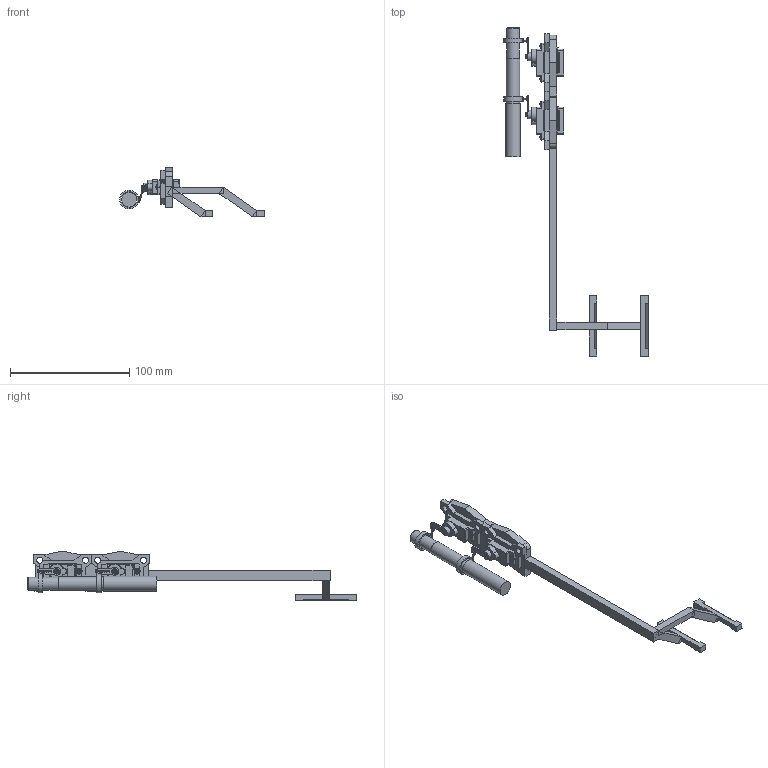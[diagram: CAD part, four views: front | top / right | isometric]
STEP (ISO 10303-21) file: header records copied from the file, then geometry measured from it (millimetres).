
FILE_DESCRIPTION(/* description */ ('','CAx-IF Rec.Pracs.---Representation and Presentation of Product Manufacturing Information (PMI)---4.0---2014-10-13'),/* implementation_level */ '2;1');
FILE_NAME(/* name */ 'Finger Sim MASTER STEP.step',/* time_stamp */ '2025-02-15T17:09:42-08:00',/* author */ (''),/* organization */ (''),/* preprocessor_version */ 'ST-DEVELOPER v20',/* originating_system */ 'Autodesk Translation Framework v13.20.0.188',/* authorisation */ '');
FILE_SCHEMA (('AP242_MANAGED_MODEL_BASED_3D_ENGINEERING_MIM_LF { 1 0 10303 442 1 1 4 }'));
Products named in the file (24): Finger Sim; DIP-END-JOINT-SIM; PIP-DIP-JOINT-SIM; MCP-PIP-JOINT-SIM; Movement Group; Servo Backbone Assembly; SG90 - Micro Servo 9g - Tower Pro; Servo; Movement Group_1; Servo Backbone Assembly_1; SG90 - Micro Servo 9g - Tower Pro_1; SG90 - Micro Servo 9g - Tower Pro.2_Pea; Servo_1; SG90 - Micro Servo 9g - Tower Pro.6_BS EN ISO 7045 - M2 x 4 - Z - 4S; SG90 - Micro Servo 9g - Tower Pro.5_BS EN ISO 7045 - M2 x 8 - Z - 8S; SG90 - Micro Servo 9g - Tower Pro.1_Pea; Servo Backbone; Joiner; Component7; Lower Finger Ring; Overarching Framework; Velcro Strap Connection Assembly; Velcro Strap; Rod
Assembly tree (33 placements, depth 6):
  Finger Sim
    DIP-END-JOINT-SIM
    PIP-DIP-JOINT-SIM
    MCP-PIP-JOINT-SIM
    Movement Group
      Servo Backbone Assembly
        SG90 - Micro Servo 9g - Tower Pro
          SG90 - Micro Servo 9g - Tower Pro.2_Pea
          Servo
            SG90 - Micro Servo 9g - Tower Pro.6_BS EN ISO 7045 - M2 x 4 - Z - 4S
            SG90 - Micro Servo 9g - Tower Pro.5_BS EN ISO 7045 - M2 x 8 - Z - 8S  x2
            SG90 - Micro Servo 9g - Tower Pro.1_Pea
        Servo Backbone
      Joiner
        Component7
      Lower Finger Ring
    Movement Group_1
      Servo Backbone Assembly_1
        SG90 - Micro Servo 9g - Tower Pro_1
          SG90 - Micro Servo 9g - Tower Pro.2_Pea
          Servo_1
            SG90 - Micro Servo 9g - Tower Pro.6_BS EN ISO 7045 - M2 x 4 - Z - 4S
            SG90 - Micro Servo 9g - Tower Pro.5_BS EN ISO 7045 - M2 x 8 - Z - 8S  x2
            SG90 - Micro Servo 9g - Tower Pro.1_Pea
        Servo Backbone
      Joiner
        Component7
      Lower Finger Ring
    Overarching Framework
      Velcro Strap Connection Assembly  x2
        Velcro Strap
        Rod
Bounding box: 121.23 x 275.1 x 41.6 mm (x, y, z)
Volume: 56802.5 mm3; surface area: 39085.4 mm2
Topology: 53 solids, 53 shells, 2376 faces, 7487 edges, 5454 vertices
Faces by surface type: plane 1503, cylinder 542, cone 206, torus 65, bspline 46, sphere 14
Full cylindrical faces by diameter (mm): 0.2 x2, 0.5 x2, 1 x6, 1.2 x16, 1.6 x4, 1.8 x8, 2 x86, 2.1 x2, 2.251 x4, 3.1 x2, 4.6 x2, 4.8 x4, 5 x2, 5.08 x10, 6.9 x2, 10.795 x1, 11.43 x1, 12.446 x1, 13.208 x2, 15.748 x2
Entity records: 48529 total; most frequent: CARTESIAN_POINT 15257, ORIENTED_EDGE 7254, DIRECTION 6169, EDGE_CURVE 3627, VERTEX_POINT 2652, LINE 2245, VECTOR 2245, AXIS2_PLACEMENT_3D 1962
